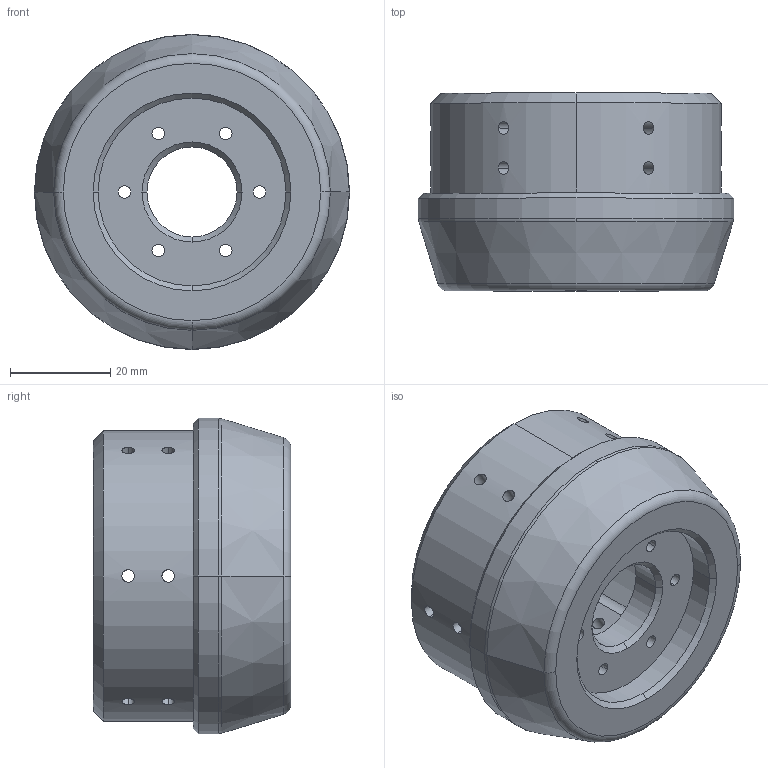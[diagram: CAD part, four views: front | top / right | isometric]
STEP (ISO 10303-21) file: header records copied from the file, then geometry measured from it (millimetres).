
FILE_DESCRIPTION (( 'STEP AP203' ), '1' );
FILE_NAME ('atom忒旋 - 萵掛 (4).STEP', '2025-07-04T04:28:59', ( 'wsy' ), ( '' ), 'SwSTEP 2.0', 'SolidWorks 2020', '' );
FILE_SCHEMA (( 'CONFIG_CONTROL_DESIGN' ));
Length unit declared in the file: millimetre
Products named in the file (1): atom忒旋 - 萵掛 (4)
Bounding box: 63 x 39.5 x 63 mm (x, y, z)
Volume: 49968.4 mm3; surface area: 18620.2 mm2
Topology: 1 solids, 1 shells, 109 faces, 300 edges, 195 vertices
Faces by surface type: cylinder 71, plane 18, cone 14, torus 6
Entity records: 4512 total; most frequent: CARTESIAN_POINT 1569, ORIENTED_EDGE 600, DIRECTION 593, EDGE_CURVE 300, AXIS2_PLACEMENT_3D 235, VERTEX_POINT 195, EDGE_LOOP 149, CIRCLE 125
